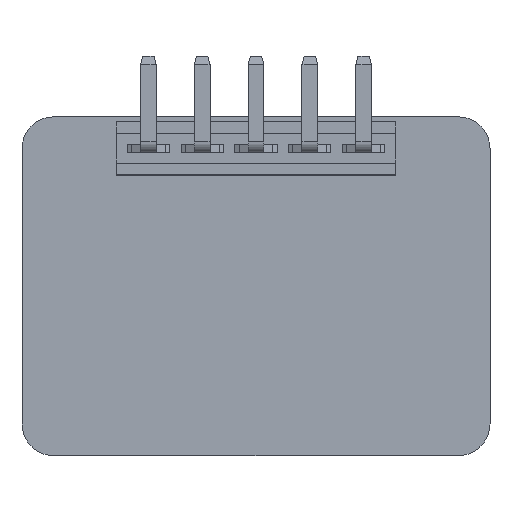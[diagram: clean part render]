
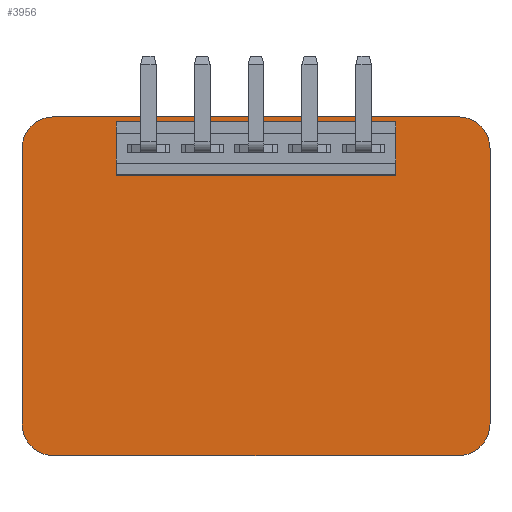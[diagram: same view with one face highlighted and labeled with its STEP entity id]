
A CAD part, top view. The second image highlights one B-rep face of the part: STEP entity #3956.
In plain terms, the highlighted planar face has unit normal (0, 0, 1).
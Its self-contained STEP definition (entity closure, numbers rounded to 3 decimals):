
#139 = VECTOR ( 'NONE', #2491, 1000. ) ;
#174 = DIRECTION ( 'NONE',  ( 0., 0., 1. ) ) ;
#801 = DIRECTION ( 'NONE',  ( 1., 0., 0. ) ) ;
#837 = CARTESIAN_POINT ( 'NONE',  ( -105.984, 19.793, 39.534 ) ) ;
#864 = DIRECTION ( 'NONE',  ( 1., 0., 0. ) ) ;
#882 = DIRECTION ( 'NONE',  ( 1., 0., 0. ) ) ;
#926 = DIRECTION ( 'NONE',  ( -1., 0., 0. ) ) ;
#961 = EDGE_CURVE ( 'NONE', #7211, #2592, #9514, .T. ) ;
#1145 = CIRCLE ( 'NONE', #4565, 1.5 ) ;
#1147 = DIRECTION ( 'NONE',  ( -1., 0., 0. ) ) ;
#1194 = LINE ( 'NONE', #6423, #6034 ) ;
#1222 = AXIS2_PLACEMENT_3D ( 'NONE', #2599, #174, #7243 ) ;
#1453 = VERTEX_POINT ( 'NONE', #8138 ) ;
#1650 = CARTESIAN_POINT ( 'NONE',  ( -85.384, 18.293, 39.534 ) ) ;
#1663 = VERTEX_POINT ( 'NONE', #3422 ) ;
#1801 = VERTEX_POINT ( 'NONE', #6342 ) ;
#1807 = FACE_OUTER_BOUND ( 'NONE', #3897, .T. ) ;
#1874 = EDGE_CURVE ( 'NONE', #1663, #8391, #1145, .T. ) ;
#2114 = EDGE_CURVE ( 'NONE', #8391, #6746, #1194, .T. ) ;
#2406 = EDGE_CURVE ( 'NONE', #2592, #1453, #9112, .T. ) ;
#2491 = DIRECTION ( 'NONE',  ( 0., -1., 0. ) ) ;
#2592 = VERTEX_POINT ( 'NONE', #4337 ) ;
#2599 = CARTESIAN_POINT ( 'NONE',  ( -104.484, 18.293, 39.534 ) ) ;
#2680 = ORIENTED_EDGE ( 'NONE', *, *, #2114, .T. ) ;
#2720 = PLANE ( 'NONE',  #7572 ) ;
#3070 = DIRECTION ( 'NONE',  ( 0., 0., 1. ) ) ;
#3422 = CARTESIAN_POINT ( 'NONE',  ( -83.884, 18.293, 39.534 ) ) ;
#3506 = VECTOR ( 'NONE', #926, 1000. ) ;
#3772 = CARTESIAN_POINT ( 'NONE',  ( -83.884, 19.793, 39.534 ) ) ;
#3778 = ORIENTED_EDGE ( 'NONE', *, *, #6854, .F. ) ;
#3897 = EDGE_LOOP ( 'NONE', ( #4553, #8772, #2680, #4689, #8748, #7795, #3778, #4779 ) ) ;
#3956 = ADVANCED_FACE ( 'NONE', ( #1807 ), #2720, .T. ) ;
#4129 = LINE ( 'NONE', #9687, #3506 ) ;
#4135 = DIRECTION ( 'NONE',  ( 1., 0., 0. ) ) ;
#4163 = EDGE_CURVE ( 'NONE', #1801, #5263, #8564, .T. ) ;
#4337 = CARTESIAN_POINT ( 'NONE',  ( -105.984, 5.293, 39.534 ) ) ;
#4553 = ORIENTED_EDGE ( 'NONE', *, *, #7050, .F. ) ;
#4565 = AXIS2_PLACEMENT_3D ( 'NONE', #1650, #4752, #864 ) ;
#4666 = VECTOR ( 'NONE', #10144, 1000. ) ;
#4685 = AXIS2_PLACEMENT_3D ( 'NONE', #7700, #7901, #882 ) ;
#4689 = ORIENTED_EDGE ( 'NONE', *, *, #8373, .T. ) ;
#4752 = DIRECTION ( 'NONE',  ( 0., 0., 1. ) ) ;
#4777 = CARTESIAN_POINT ( 'NONE',  ( -83.884, 5.293, 39.534 ) ) ;
#4779 = ORIENTED_EDGE ( 'NONE', *, *, #4163, .T. ) ;
#5263 = VERTEX_POINT ( 'NONE', #4777 ) ;
#5626 = CIRCLE ( 'NONE', #1222, 1.5 ) ;
#6034 = VECTOR ( 'NONE', #1147, 1000. ) ;
#6342 = CARTESIAN_POINT ( 'NONE',  ( -85.384, 3.793, 39.534 ) ) ;
#6423 = CARTESIAN_POINT ( 'NONE',  ( -83.884, 19.793, 39.534 ) ) ;
#6524 = CARTESIAN_POINT ( 'NONE',  ( -85.384, 19.793, 39.534 ) ) ;
#6746 = VERTEX_POINT ( 'NONE', #10099 ) ;
#6854 = EDGE_CURVE ( 'NONE', #1801, #1453, #4129, .T. ) ;
#7050 = EDGE_CURVE ( 'NONE', #1663, #5263, #7763, .T. ) ;
#7211 = VERTEX_POINT ( 'NONE', #7869 ) ;
#7243 = DIRECTION ( 'NONE',  ( 1., 0., 0. ) ) ;
#7333 = CARTESIAN_POINT ( 'NONE',  ( -94.934, 11.793, 39.534 ) ) ;
#7572 = AXIS2_PLACEMENT_3D ( 'NONE', #7333, #9689, #4135 ) ;
#7700 = CARTESIAN_POINT ( 'NONE',  ( -104.484, 5.293, 39.534 ) ) ;
#7763 = LINE ( 'NONE', #3772, #4666 ) ;
#7795 = ORIENTED_EDGE ( 'NONE', *, *, #2406, .T. ) ;
#7869 = CARTESIAN_POINT ( 'NONE',  ( -105.984, 18.293, 39.534 ) ) ;
#7901 = DIRECTION ( 'NONE',  ( 0., 0., 1. ) ) ;
#8065 = AXIS2_PLACEMENT_3D ( 'NONE', #9379, #3070, #801 ) ;
#8138 = CARTESIAN_POINT ( 'NONE',  ( -104.484, 3.793, 39.534 ) ) ;
#8373 = EDGE_CURVE ( 'NONE', #6746, #7211, #5626, .T. ) ;
#8391 = VERTEX_POINT ( 'NONE', #6524 ) ;
#8564 = CIRCLE ( 'NONE', #8065, 1.5 ) ;
#8748 = ORIENTED_EDGE ( 'NONE', *, *, #961, .T. ) ;
#8772 = ORIENTED_EDGE ( 'NONE', *, *, #1874, .T. ) ;
#9112 = CIRCLE ( 'NONE', #4685, 1.5 ) ;
#9379 = CARTESIAN_POINT ( 'NONE',  ( -85.384, 5.293, 39.534 ) ) ;
#9514 = LINE ( 'NONE', #837, #139 ) ;
#9687 = CARTESIAN_POINT ( 'NONE',  ( -83.884, 3.793, 39.534 ) ) ;
#9689 = DIRECTION ( 'NONE',  ( 0., 0., 1. ) ) ;
#10099 = CARTESIAN_POINT ( 'NONE',  ( -104.484, 19.793, 39.534 ) ) ;
#10144 = DIRECTION ( 'NONE',  ( 0., -1., 0. ) ) ;
